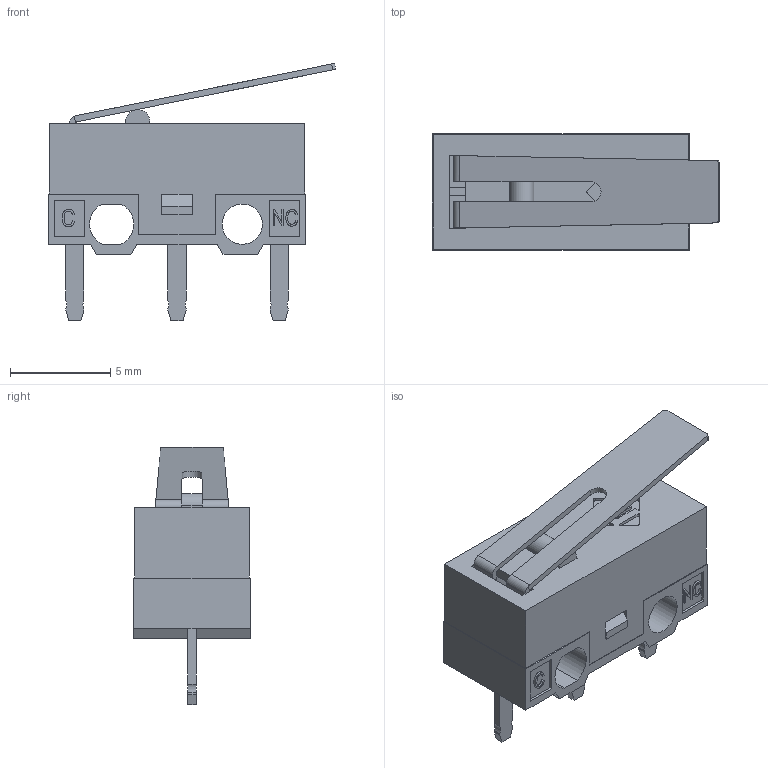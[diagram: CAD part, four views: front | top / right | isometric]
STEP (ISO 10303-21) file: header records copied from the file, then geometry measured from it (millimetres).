
FILE_DESCRIPTION(/* description */ (''),/* implementation_level */ '2;1');
FILE_NAME(/* name */ 'SS075xx01FxxxP1A.step',/* time_stamp */ '2026-01-28T09:51:15-05:00',/* author */ (''),/* organization */ (''),/* preprocessor_version */ 'ST-DEVELOPER v20.1',/* originating_system */ 'Autodesk Translation Framework v14.24.0.0',/* authorisation */ '');
FILE_SCHEMA (('AUTOMOTIVE_DESIGN { 1 0 10303 214 3 1 1 }'));
Length unit declared in the file: millimetre
Products named in the file (1): 000021319_Simplify_1
Bounding box: 14.29 x 5.8 x 12.8 mm (x, y, z)
Volume: 258.1 mm3; surface area: 800.4 mm2
Topology: 1 solids, 1 shells, 219 faces, 591 edges, 390 vertices
Faces by surface type: plane 172, cylinder 31, bspline 16
Full cylindrical faces by diameter (mm): 2 x1
Entity records: 6963 total; most frequent: CARTESIAN_POINT 1427, ORIENTED_EDGE 1186, DIRECTION 1037, EDGE_CURVE 593, LINE 493, VECTOR 493, VERTEX_POINT 390, AXIS2_PLACEMENT_3D 272
